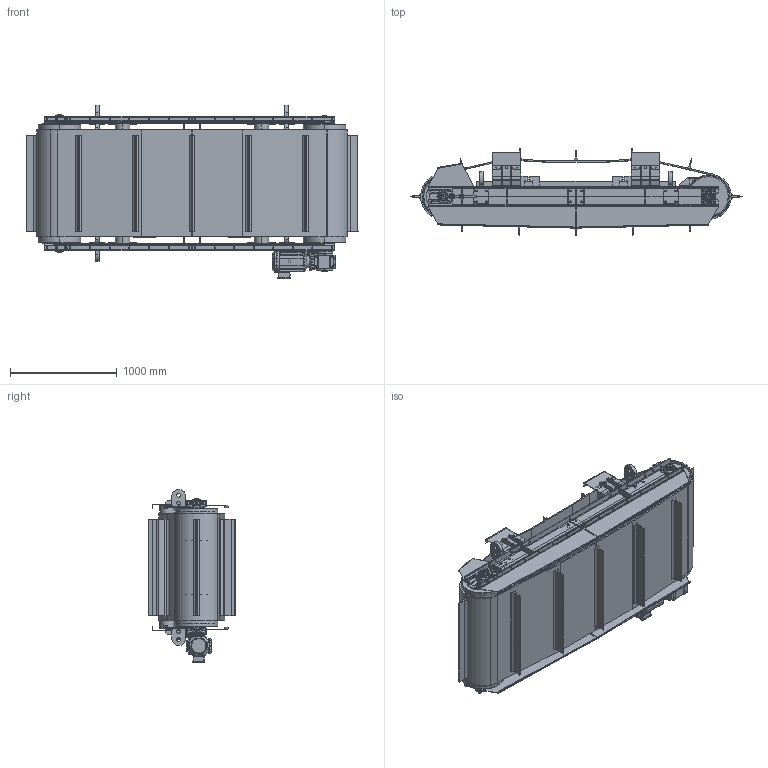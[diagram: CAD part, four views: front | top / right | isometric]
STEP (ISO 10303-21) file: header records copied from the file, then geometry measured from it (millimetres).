
FILE_DESCRIPTION(/* description */ ('VariCAD 2010-3.01 AP-214'),/* implementation_level */ '2;1');
FILE_NAME(/* name */ 'rofc160350',/* time_stamp */ '2016-09-27T10:49:56+02:00',/* author */ (''),/* organization */ (''),/* preprocessor_version */ 'ST-DEVELOPER v12',/* originating_system */ 'VariCAD 2010-3.01; kernel version (20100102)',/* authorisation */ '');
FILE_SCHEMA (('AUTOMOTIVE_DESIGN'));
Length unit declared in the file: millimetre
Products named in the file (1): Part
Bounding box: 3106 x 810.12 x 1620.5 mm (x, y, z)
Volume: 799207496.3 mm3; surface area: 44170416.3 mm2
Topology: 133 solids, 134 shells, 4164 faces, 10706 edges, 6973 vertices
Faces by surface type: plane 2235, cylinder 1605, cone 218, torus 50, sphere 40, bspline 16
Entity records: 137419 total; most frequent: CARTESIAN_POINT 30869, DIRECTION 22413, ORIENTED_EDGE 21394, EDGE_CURVE 10697, AXIS2_PLACEMENT_3D 7793, VERTEX_POINT 6973, LINE 6827, VECTOR 6827
